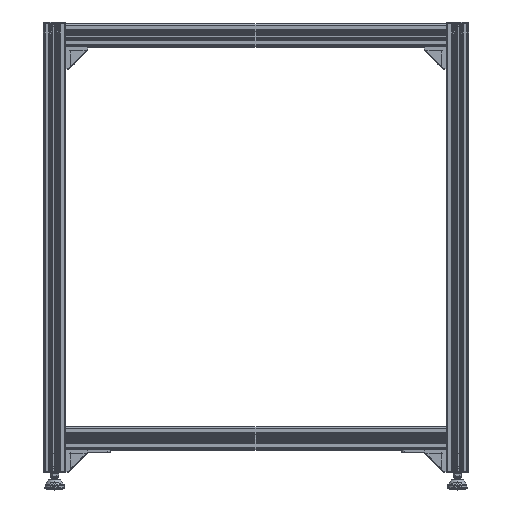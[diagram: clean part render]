
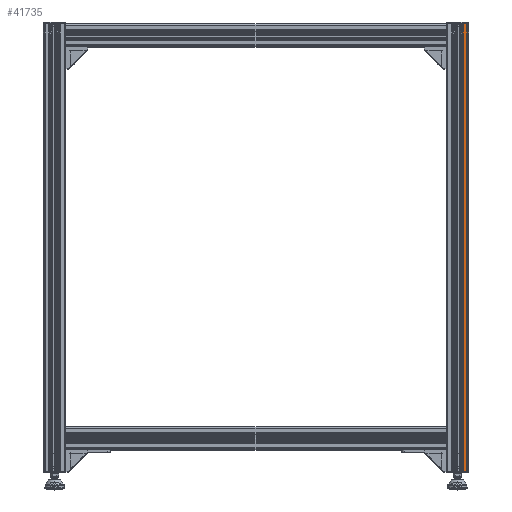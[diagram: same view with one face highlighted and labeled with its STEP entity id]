
A CAD part, top view. The second image highlights one B-rep face of the part: STEP entity #41735.
In plain terms, the highlighted face is planar.
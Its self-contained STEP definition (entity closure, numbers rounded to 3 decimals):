
#38776=CARTESIAN_POINT('',(20.1,-22.5,0.));
#38777=VERTEX_POINT('',#38776);
#38785=CARTESIAN_POINT('',(8.827,-22.5,0.));
#38786=VERTEX_POINT('',#38785);
#38787=CARTESIAN_POINT('',(8.827,-22.5,0.));
#38788=DIRECTION('',(1.,0.,-0.));
#38789=VECTOR('',#38788,11.273);
#38790=LINE('',#38787,#38789);
#38791=EDGE_CURVE('',#38786,#38777,#38790,.T.);
#41692=CARTESIAN_POINT('',(8.827,-22.5,900.));
#41693=VERTEX_POINT('',#41692);
#41694=CARTESIAN_POINT('',(8.827,-22.5,900.));
#41695=DIRECTION('',(0.,0.,-1.));
#41696=VECTOR('',#41695,900.);
#41697=LINE('',#41694,#41696);
#41698=EDGE_CURVE('',#41693,#38786,#41697,.T.);
#41712=CARTESIAN_POINT('',(8.827,-22.5,90.));
#41713=DIRECTION('',(0.,1.,0.));
#41714=DIRECTION('',(0.,0.,1.));
#41715=AXIS2_PLACEMENT_3D('',#41712,#41713,#41714);
#41716=PLANE('',#41715);
#41717=CARTESIAN_POINT('',(20.1,-22.5,900.));
#41718=VERTEX_POINT('',#41717);
#41719=CARTESIAN_POINT('',(20.1,-22.5,900.));
#41720=DIRECTION('',(0.,0.,-1.));
#41721=VECTOR('',#41720,900.);
#41722=LINE('',#41719,#41721);
#41723=EDGE_CURVE('',#41718,#38777,#41722,.T.);
#41724=ORIENTED_EDGE('',*,*,#41723,.F.);
#41725=CARTESIAN_POINT('',(8.827,-22.5,900.));
#41726=DIRECTION('',(1.,0.,-0.));
#41727=VECTOR('',#41726,11.273);
#41728=LINE('',#41725,#41727);
#41729=EDGE_CURVE('',#41693,#41718,#41728,.T.);
#41730=ORIENTED_EDGE('',*,*,#41729,.F.);
#41731=ORIENTED_EDGE('',*,*,#41698,.T.);
#41732=ORIENTED_EDGE('',*,*,#38791,.T.);
#41733=EDGE_LOOP('',(#41724,#41730,#41731,#41732));
#41734=FACE_BOUND('',#41733,.T.);
#41735=ADVANCED_FACE('',(#41734),#41716,.F.);
